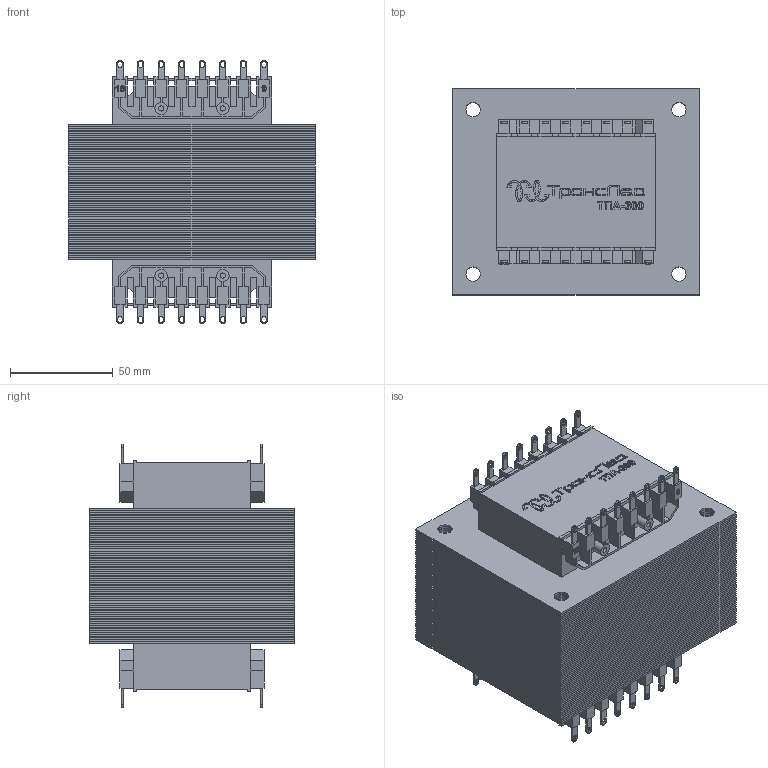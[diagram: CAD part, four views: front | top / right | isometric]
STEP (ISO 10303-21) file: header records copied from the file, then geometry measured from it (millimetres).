
FILE_DESCRIPTION(/* description */ (''),/* implementation_level */ '2;1');
FILE_NAME(/* name */ 'TPA-300.step',/* time_stamp */ '2022-10-30T16:15:45+03:00',/* author */ (''),/* organization */ (''),/* preprocessor_version */ 'ST-DEVELOPER v19',/* originating_system */ 'Autodesk Translation Framework v11.7.0.108',/* authorisation */ '');
FILE_SCHEMA (('AUTOMOTIVE_DESIGN { 1 0 10303 214 3 1 1 }'));
Products named in the file (1): (Unsaved)
Bounding box: 120 x 100 x 128 mm (x, y, z)
Volume: 864981 mm3; surface area: 1147264.8 mm2
Topology: 117 solids, 117 shells, 2234 faces, 6014 edges, 3972 vertices
Faces by surface type: plane 1557, cylinder 366, bspline 311
Full cylindrical faces by diameter (mm): 2.5 x8, 7 x240
Entity records: 72909 total; most frequent: CARTESIAN_POINT 16709, ORIENTED_EDGE 12028, DIRECTION 10067, EDGE_CURVE 6014, LINE 4659, VECTOR 4659, VERTEX_POINT 3972, EDGE_LOOP 2926
